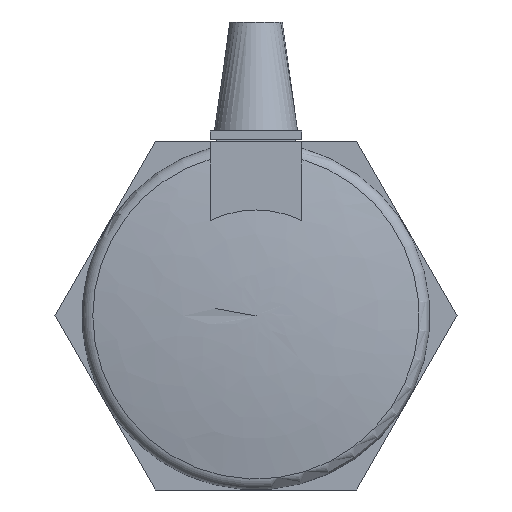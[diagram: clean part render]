
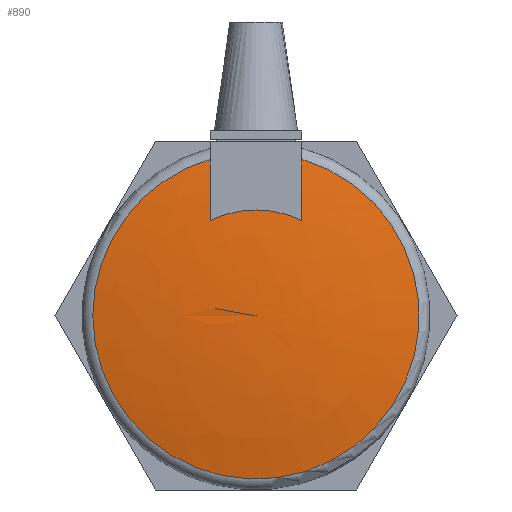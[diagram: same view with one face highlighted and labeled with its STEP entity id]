
A CAD part, left-side view. The second image highlights one B-rep face of the part: STEP entity #890.
In plain terms, the highlighted free-form (B-spline) face has degree [2, 2] with [3, 9] control points.
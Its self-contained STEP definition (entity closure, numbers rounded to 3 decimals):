
#16=(
BOUNDED_CURVE()
B_SPLINE_CURVE(2,(#1578,#1579,#1580),.UNSPECIFIED.,.F.,.F.)
B_SPLINE_CURVE_WITH_KNOTS((3,3),(-1.57,-1.382),
 .UNSPECIFIED.)
CURVE()
GEOMETRIC_REPRESENTATION_ITEM()
RATIONAL_B_SPLINE_CURVE((1.,0.996,1.))
REPRESENTATION_ITEM('')
);
#18=ELLIPSE('',#929,188.101,177.244);
#19=ELLIPSE('',#931,188.101,177.244);
#188=(
BOUNDED_SURFACE()
B_SPLINE_SURFACE(2,2,((#1550,#1551,#1552,#1553,#1554,#1555,#1556,#1557,
#1558),(#1559,#1560,#1561,#1562,#1563,#1564,#1565,#1566,#1567),(#1568,#1569,
#1570,#1571,#1572,#1573,#1574,#1575,#1576)),.UNSPECIFIED.,.F.,.T.,.F.)
B_SPLINE_SURFACE_WITH_KNOTS((3,3),(3,2,2,2,3),(1.382,1.57),
(-3.142,-1.571,0.,1.571,3.142),
 .UNSPECIFIED.)
GEOMETRIC_REPRESENTATION_ITEM()
RATIONAL_B_SPLINE_SURFACE(((1.,0.707,1.,0.707,1.,
0.707,1.,0.707,1.),(0.996,0.704,
0.996,0.704,0.996,0.704,
0.996,0.704,0.996),(1.,0.707,
1.,0.707,1.,0.707,1.,0.707,1.)))
REPRESENTATION_ITEM('')
SURFACE()
);
#305=FACE_OUTER_BOUND('',#372,.T.);
#372=EDGE_LOOP('',(#829,#830,#831,#832,#833,#834,#835));
#386=CIRCLE('',#927,24.23);
#388=CIRCLE('',#934,37.313);
#389=CIRCLE('',#935,37.313);
#432=VERTEX_POINT('',#1337);
#433=VERTEX_POINT('',#1338);
#436=VERTEX_POINT('',#1346);
#440=VERTEX_POINT('',#1383);
#444=VERTEX_POINT('',#1421);
#481=VERTEX_POINT('',#1577);
#520=EDGE_CURVE('',#432,#433,#386,.T.);
#524=EDGE_CURVE('',#436,#432,#18,.T.);
#529=EDGE_CURVE('',#433,#440,#19,.T.);
#535=EDGE_CURVE('',#444,#436,#388,.T.);
#536=EDGE_CURVE('',#440,#444,#389,.T.);
#599=EDGE_CURVE('',#481,#444,#16,.T.);
#829=ORIENTED_EDGE('',*,*,#599,.T.);
#830=ORIENTED_EDGE('',*,*,#535,.T.);
#831=ORIENTED_EDGE('',*,*,#524,.T.);
#832=ORIENTED_EDGE('',*,*,#520,.T.);
#833=ORIENTED_EDGE('',*,*,#529,.T.);
#834=ORIENTED_EDGE('',*,*,#536,.T.);
#835=ORIENTED_EDGE('',*,*,#599,.F.);
#890=ADVANCED_FACE('',(#305),#188,.F.);
#927=AXIS2_PLACEMENT_3D('',#1339,#1071,#1072);
#929=AXIS2_PLACEMENT_3D('',#1347,#1078,#1079);
#931=AXIS2_PLACEMENT_3D('',#1384,#1085,#1086);
#934=AXIS2_PLACEMENT_3D('',#1422,#1094,#1095);
#935=AXIS2_PLACEMENT_3D('',#1423,#1096,#1097);
#1071=DIRECTION('center_axis',(-1.,0.,0.));
#1072=DIRECTION('ref_axis',(0.,-1.,0.));
#1078=DIRECTION('center_axis',(0.,-1.,0.));
#1079=DIRECTION('ref_axis',(0.187,0.,0.982));
#1085=DIRECTION('center_axis',(0.,1.,0.));
#1086=DIRECTION('ref_axis',(0.187,0.,0.982));
#1094=DIRECTION('center_axis',(-1.,0.,0.));
#1095=DIRECTION('ref_axis',(0.,0.,1.));
#1096=DIRECTION('center_axis',(-1.,0.,0.));
#1097=DIRECTION('ref_axis',(0.,0.,1.));
#1337=CARTESIAN_POINT('',(-37.5,-10.5,21.836));
#1338=CARTESIAN_POINT('',(-37.5,10.5,21.836));
#1339=CARTESIAN_POINT('Origin',(-37.5,0.,0.));
#1346=CARTESIAN_POINT('',(-35.447,-10.5,35.805));
#1347=CARTESIAN_POINT('Origin',(138.92,-10.5,3.999));
#1383=CARTESIAN_POINT('',(-35.447,10.5,35.805));
#1384=CARTESIAN_POINT('Origin',(138.92,10.5,3.999));
#1421=CARTESIAN_POINT('',(-35.447,37.313,0.));
#1422=CARTESIAN_POINT('Origin',(-35.447,0.,
0.));
#1423=CARTESIAN_POINT('Origin',(-35.447,0.,
0.));
#1550=CARTESIAN_POINT('Ctrl Pts',(-35.447,37.313,0.));
#1551=CARTESIAN_POINT('Ctrl Pts',(-35.447,37.313,-37.313));
#1552=CARTESIAN_POINT('Ctrl Pts',(-35.447,0.,
-37.313));
#1553=CARTESIAN_POINT('Ctrl Pts',(-35.447,-37.313,-37.313));
#1554=CARTESIAN_POINT('Ctrl Pts',(-35.447,-37.313,0.));
#1555=CARTESIAN_POINT('Ctrl Pts',(-35.447,-37.313,37.313));
#1556=CARTESIAN_POINT('Ctrl Pts',(-35.447,0.,
37.313));
#1557=CARTESIAN_POINT('Ctrl Pts',(-35.447,37.313,37.313));
#1558=CARTESIAN_POINT('Ctrl Pts',(-35.447,37.313,0.));
#1559=CARTESIAN_POINT('Ctrl Pts',(-38.979,18.824,0.));
#1560=CARTESIAN_POINT('Ctrl Pts',(-38.979,18.824,-18.824));
#1561=CARTESIAN_POINT('Ctrl Pts',(-38.979,0.,
-18.824));
#1562=CARTESIAN_POINT('Ctrl Pts',(-38.979,-18.824,-18.824));
#1563=CARTESIAN_POINT('Ctrl Pts',(-38.979,-18.824,0.));
#1564=CARTESIAN_POINT('Ctrl Pts',(-38.979,-18.824,18.824));
#1565=CARTESIAN_POINT('Ctrl Pts',(-38.979,0.,
18.824));
#1566=CARTESIAN_POINT('Ctrl Pts',(-38.979,18.824,18.824));
#1567=CARTESIAN_POINT('Ctrl Pts',(-38.979,18.824,0.));
#1568=CARTESIAN_POINT('Ctrl Pts',(-39.,0.,0.));
#1569=CARTESIAN_POINT('Ctrl Pts',(-39.,0.,0.));
#1570=CARTESIAN_POINT('Ctrl Pts',(-39.,0.,0.));
#1571=CARTESIAN_POINT('Ctrl Pts',(-39.,0.,0.));
#1572=CARTESIAN_POINT('Ctrl Pts',(-39.,0.,0.));
#1573=CARTESIAN_POINT('Ctrl Pts',(-39.,0.,0.));
#1574=CARTESIAN_POINT('Ctrl Pts',(-39.,0.,0.));
#1575=CARTESIAN_POINT('Ctrl Pts',(-39.,0.,0.));
#1576=CARTESIAN_POINT('Ctrl Pts',(-39.,0.,0.));
#1577=CARTESIAN_POINT('',(-39.,0.,0.));
#1578=CARTESIAN_POINT('Ctrl Pts',(-39.,0.,0.));
#1579=CARTESIAN_POINT('Ctrl Pts',(-38.979,18.824,0.));
#1580=CARTESIAN_POINT('Ctrl Pts',(-35.447,37.313,0.));
